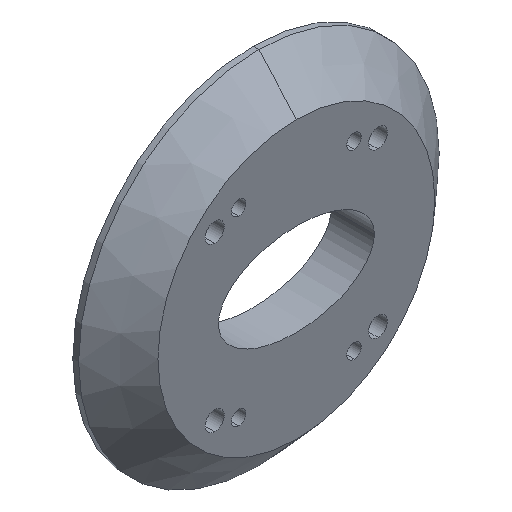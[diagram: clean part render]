
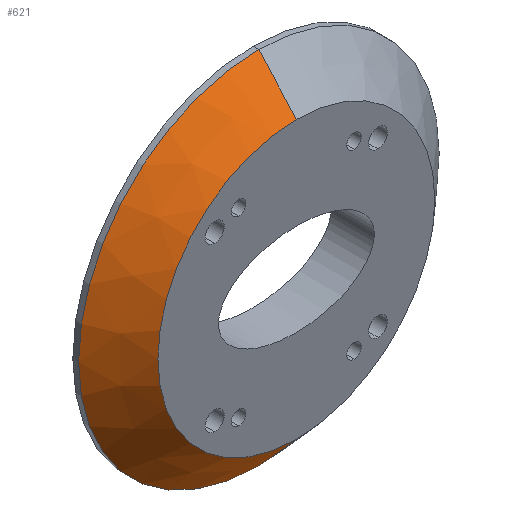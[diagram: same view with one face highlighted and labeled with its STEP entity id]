
A CAD part, isometric view. The second image highlights one B-rep face of the part: STEP entity #621.
In plain terms, the highlighted conical face has half-angle 48.122 degrees and reference radius 62.5 mm.
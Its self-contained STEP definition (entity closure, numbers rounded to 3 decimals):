
#6 = CONICAL_SURFACE ( 'NONE', #547, 62.5, 0.84 ) ;
#34 = DIRECTION ( 'NONE',  ( 0., 0., 1. ) ) ;
#35 = AXIS2_PLACEMENT_3D ( 'NONE', #324, #695, #373 ) ;
#98 = CARTESIAN_POINT ( 'NONE',  ( 0., 0., -48. ) ) ;
#109 = ORIENTED_EDGE ( 'NONE', *, *, #481, .T. ) ;
#124 = CARTESIAN_POINT ( 'NONE',  ( 0., 0., 48. ) ) ;
#141 = AXIS2_PLACEMENT_3D ( 'NONE', #639, #876, #202 ) ;
#194 = CARTESIAN_POINT ( 'NONE',  ( 0., 13., -62.5 ) ) ;
#200 = CIRCLE ( 'NONE', #141, 62.5 ) ;
#202 = DIRECTION ( 'NONE',  ( 0., 0., 1. ) ) ;
#230 = DIRECTION ( 'NONE',  ( 0., 1., 0. ) ) ;
#247 = VERTEX_POINT ( 'NONE', #98 ) ;
#251 = VERTEX_POINT ( 'NONE', #484 ) ;
#262 = EDGE_CURVE ( 'NONE', #380, #251, #200, .T. ) ;
#276 = EDGE_CURVE ( 'NONE', #247, #380, #448, .T. ) ;
#324 = CARTESIAN_POINT ( 'NONE',  ( 0., 0., 0. ) ) ;
#338 = VERTEX_POINT ( 'NONE', #124 ) ;
#350 = CIRCLE ( 'NONE', #35, 48. ) ;
#373 = DIRECTION ( 'NONE',  ( 0., 0., 1. ) ) ;
#380 = VERTEX_POINT ( 'NONE', #392 ) ;
#392 = CARTESIAN_POINT ( 'NONE',  ( 0., 13., -62.5 ) ) ;
#394 = ORIENTED_EDGE ( 'NONE', *, *, #665, .T. ) ;
#448 = LINE ( 'NONE', #194, #900 ) ;
#481 = EDGE_CURVE ( 'NONE', #338, #251, #838, .T. ) ;
#482 = FACE_OUTER_BOUND ( 'NONE', #981, .T. ) ;
#484 = CARTESIAN_POINT ( 'NONE',  ( 0., 13., 62.5 ) ) ;
#507 = DIRECTION ( 'NONE',  ( 0., 0.668, 0.745 ) ) ;
#515 = CARTESIAN_POINT ( 'NONE',  ( 0., 13., 62.5 ) ) ;
#547 = AXIS2_PLACEMENT_3D ( 'NONE', #767, #230, #34 ) ;
#621 = ADVANCED_FACE ( 'NONE', ( #482 ), #6, .T. ) ;
#639 = CARTESIAN_POINT ( 'NONE',  ( 0., 13., 0. ) ) ;
#644 = VECTOR ( 'NONE', #507, 1000. ) ;
#665 = EDGE_CURVE ( 'NONE', #247, #338, #350, .T. ) ;
#695 = DIRECTION ( 'NONE',  ( 0., 1., 0. ) ) ;
#758 = ORIENTED_EDGE ( 'NONE', *, *, #262, .F. ) ;
#767 = CARTESIAN_POINT ( 'NONE',  ( 0., 13., 0. ) ) ;
#816 = DIRECTION ( 'NONE',  ( 0., 0.668, -0.745 ) ) ;
#838 = LINE ( 'NONE', #515, #644 ) ;
#876 = DIRECTION ( 'NONE',  ( 0., 1., 0. ) ) ;
#886 = ORIENTED_EDGE ( 'NONE', *, *, #276, .F. ) ;
#900 = VECTOR ( 'NONE', #816, 1000. ) ;
#981 = EDGE_LOOP ( 'NONE', ( #886, #394, #109, #758 ) ) ;
